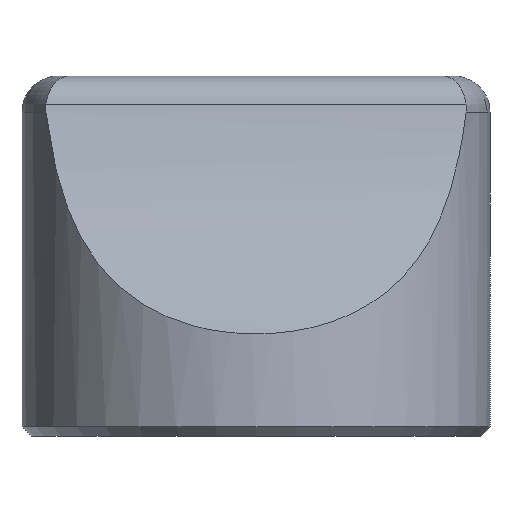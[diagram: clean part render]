
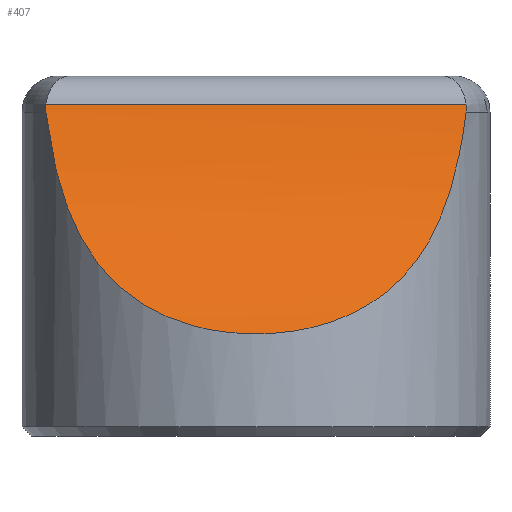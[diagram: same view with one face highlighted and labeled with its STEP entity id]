
A CAD part, left-side view. The second image highlights one B-rep face of the part: STEP entity #407.
In plain terms, the highlighted cylindrical face has radius 25 mm (diameter 50 mm), a partial arc.
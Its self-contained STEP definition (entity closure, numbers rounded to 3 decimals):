
#89 = VERTEX_POINT('',#90);
#90 = CARTESIAN_POINT('',(-5.731,11.669,18.));
#97 = EDGE_CURVE('',#89,#98,#100,.T.);
#98 = VERTEX_POINT('',#99);
#99 = CARTESIAN_POINT('',(-5.731,-11.669,18.));
#100 = B_SPLINE_CURVE_WITH_KNOTS('',8,(#101,#102,#103,#104,#105,#106,
    #107,#108,#109,#110,#111,#112,#113,#114,#115,#116,#117,#118,#119,
    #120,#121,#122,#123,#124,#125,#126,#127,#128,#129,#130,#131,#132,
    #133,#134,#135,#136,#137,#138,#139,#140,#141,#142,#143,#144,#145,
    #146,#147,#148,#149,#150,#151,#152,#153,#154,#155,#156,#157,#158,
    #159,#160,#161,#162,#163,#164,#165,#166,#167,#168,#169,#170,#171,
    #172,#173,#174,#175,#176,#177,#178,#179,#180,#181,#182,#183,#184,
    #185,#186,#187,#188,#189,#190,#191,#192,#193),.UNSPECIFIED.,.F.,.F.,
  (9,7,7,7,7,7,7,7,7,7,7,7,7,9),(0.,0.192,0.246,
    0.277,0.347,0.418,0.444,
    0.5,0.582,0.653,0.722,
    0.754,0.807,1.),.UNSPECIFIED.);
#101 = CARTESIAN_POINT('',(-5.322,11.861,20.));
#102 = CARTESIAN_POINT('',(-5.489,11.786,
    18.968));
#103 = CARTESIAN_POINT('',(-5.707,11.685,
    17.94));
#104 = CARTESIAN_POINT('',(-5.974,11.555,
    16.92));
#105 = CARTESIAN_POINT('',(-6.291,11.391,
    15.911));
#106 = CARTESIAN_POINT('',(-6.657,11.186,
    14.919));
#107 = CARTESIAN_POINT('',(-7.069,10.933,
    13.948));
#108 = CARTESIAN_POINT('',(-7.523,10.62,
    13.006));
#109 = CARTESIAN_POINT('',(-8.153,10.127,
    11.842));
#110 = CARTESIAN_POINT('',(-8.295,10.013,
    11.589));
#111 = CARTESIAN_POINT('',(-8.439,9.892,
    11.339));
#112 = CARTESIAN_POINT('',(-8.585,9.766,
    11.093));
#113 = CARTESIAN_POINT('',(-8.734,9.634,10.85
    ));
#114 = CARTESIAN_POINT('',(-8.884,9.495,10.612)
  );
#115 = CARTESIAN_POINT('',(-9.035,9.349,
    10.378));
#116 = CARTESIAN_POINT('',(-9.274,9.111,
    10.019));
#117 = CARTESIAN_POINT('',(-9.361,9.022,9.891)
  );
#118 = CARTESIAN_POINT('',(-9.448,8.932,9.764
    ));
#119 = CARTESIAN_POINT('',(-9.535,8.839,9.639)
  );
#120 = CARTESIAN_POINT('',(-9.622,8.743,9.516)
  );
#121 = CARTESIAN_POINT('',(-9.71,8.646,9.394)
  );
#122 = CARTESIAN_POINT('',(-9.797,8.547,9.274
    ));
#123 = CARTESIAN_POINT('',(-10.082,8.213,8.888
    ));
#124 = CARTESIAN_POINT('',(-10.28,7.969,8.628
    ));
#125 = CARTESIAN_POINT('',(-10.475,7.713,8.38)
  );
#126 = CARTESIAN_POINT('',(-10.668,7.446,8.142)
  );
#127 = CARTESIAN_POINT('',(-10.857,7.168,7.916
    ));
#128 = CARTESIAN_POINT('',(-11.04,6.879,7.701)
  );
#129 = CARTESIAN_POINT('',(-11.217,6.58,7.499)
  );
#130 = CARTESIAN_POINT('',(-11.561,5.956,7.116
    ));
#131 = CARTESIAN_POINT('',(-11.727,5.632,6.936)
  );
#132 = CARTESIAN_POINT('',(-11.884,5.298,6.769
    ));
#133 = CARTESIAN_POINT('',(-12.032,4.955,6.615
    ));
#134 = CARTESIAN_POINT('',(-12.17,4.605,6.474)
  );
#135 = CARTESIAN_POINT('',(-12.297,4.248,6.347
    ));
#136 = CARTESIAN_POINT('',(-12.412,3.885,6.233)
  );
#137 = CARTESIAN_POINT('',(-12.553,3.381,6.094
    ));
#138 = CARTESIAN_POINT('',(-12.59,3.245,6.059
    ));
#139 = CARTESIAN_POINT('',(-12.625,3.108,6.025
    ));
#140 = CARTESIAN_POINT('',(-12.658,2.97,5.993)
  );
#141 = CARTESIAN_POINT('',(-12.689,2.832,5.963
    ));
#142 = CARTESIAN_POINT('',(-12.719,2.694,5.934
    ));
#143 = CARTESIAN_POINT('',(-12.747,2.555,5.907
    ));
#144 = CARTESIAN_POINT('',(-12.829,2.12,5.829
    ));
#145 = CARTESIAN_POINT('',(-12.878,1.823,5.784
    ));
#146 = CARTESIAN_POINT('',(-12.918,1.524,5.746)
  );
#147 = CARTESIAN_POINT('',(-12.95,1.223,5.716
    ));
#148 = CARTESIAN_POINT('',(-12.975,0.922,5.693
    ));
#149 = CARTESIAN_POINT('',(-12.991,0.619,5.678)
  );
#150 = CARTESIAN_POINT('',(-13.,0.317,5.67)
  );
#151 = CARTESIAN_POINT('',(-13.,-0.432,
    5.669));
#152 = CARTESIAN_POINT('',(-12.983,-0.879,5.685
    ));
#153 = CARTESIAN_POINT('',(-12.949,-1.325,5.717
    ));
#154 = CARTESIAN_POINT('',(-12.897,-1.769,5.766
    ));
#155 = CARTESIAN_POINT('',(-12.827,-2.209,5.831)
  );
#156 = CARTESIAN_POINT('',(-12.741,-2.645,
    5.912));
#157 = CARTESIAN_POINT('',(-12.639,-3.075,
    6.011));
#158 = CARTESIAN_POINT('',(-12.418,-3.865,
    6.227));
#159 = CARTESIAN_POINT('',(-12.304,-4.227,6.34
    ));
#160 = CARTESIAN_POINT('',(-12.178,-4.583,6.466)
  );
#161 = CARTESIAN_POINT('',(-12.041,-4.932,
    6.605));
#162 = CARTESIAN_POINT('',(-11.895,-5.273,
    6.757));
#163 = CARTESIAN_POINT('',(-11.739,-5.606,
    6.923));
#164 = CARTESIAN_POINT('',(-11.575,-5.929,
    7.101));
#165 = CARTESIAN_POINT('',(-11.234,-6.551,
    7.48));
#166 = CARTESIAN_POINT('',(-11.059,-6.849,7.68
    ));
#167 = CARTESIAN_POINT('',(-10.877,-7.137,7.891
    ));
#168 = CARTESIAN_POINT('',(-10.69,-7.414,
    8.115));
#169 = CARTESIAN_POINT('',(-10.499,-7.68,
    8.35));
#170 = CARTESIAN_POINT('',(-10.305,-7.935,
    8.595));
#171 = CARTESIAN_POINT('',(-10.109,-8.179,
    8.852));
#172 = CARTESIAN_POINT('',(-9.824,-8.515,
    9.237));
#173 = CARTESIAN_POINT('',(-9.735,-8.617,9.358
    ));
#174 = CARTESIAN_POINT('',(-9.647,-8.717,
    9.481));
#175 = CARTESIAN_POINT('',(-9.558,-8.814,
    9.607));
#176 = CARTESIAN_POINT('',(-9.469,-8.909,9.734
    ));
#177 = CARTESIAN_POINT('',(-9.38,-9.002,
    9.862));
#178 = CARTESIAN_POINT('',(-9.292,-9.093,
    9.993));
#179 = CARTESIAN_POINT('',(-9.052,-9.333,
    10.352));
#180 = CARTESIAN_POINT('',(-8.902,-9.478,
    10.584));
#181 = CARTESIAN_POINT('',(-8.752,-9.617,
    10.82));
#182 = CARTESIAN_POINT('',(-8.605,-9.749,
    11.061));
#183 = CARTESIAN_POINT('',(-8.459,-9.876,
    11.305));
#184 = CARTESIAN_POINT('',(-8.315,-9.996,
    11.554));
#185 = CARTESIAN_POINT('',(-8.174,-10.11,
    11.805));
#186 = CARTESIAN_POINT('',(-7.541,-10.608,
    12.97));
#187 = CARTESIAN_POINT('',(-7.082,-10.925,
    13.917));
#188 = CARTESIAN_POINT('',(-6.666,-11.181,
    14.892));
#189 = CARTESIAN_POINT('',(-6.298,-11.387,
    15.889));
#190 = CARTESIAN_POINT('',(-5.978,-11.553,
    16.903));
#191 = CARTESIAN_POINT('',(-5.709,-11.684,
    17.929));
#192 = CARTESIAN_POINT('',(-5.49,-11.785,
    18.963));
#193 = CARTESIAN_POINT('',(-5.322,-11.861,20.));
#362 = VERTEX_POINT('',#363);
#363 = CARTESIAN_POINT('',(-5.625,-11.664,
    18.444));
#392 = EDGE_CURVE('',#362,#98,#393,.T.);
#393 = B_SPLINE_CURVE_WITH_KNOTS('',5,(#394,#395,#396,#397,#398,#399),
  .UNSPECIFIED.,.F.,.F.,(6,6),(0.,1.),.PIECEWISE_BEZIER_KNOTS.);
#394 = CARTESIAN_POINT('',(-5.625,-11.664,
    18.444));
#395 = CARTESIAN_POINT('',(-5.645,-11.677,
    18.357));
#396 = CARTESIAN_POINT('',(-5.666,-11.684,
    18.267));
#397 = CARTESIAN_POINT('',(-5.687,-11.685,
    18.178));
#398 = CARTESIAN_POINT('',(-5.709,-11.679,
    18.088));
#399 = CARTESIAN_POINT('',(-5.731,-11.669,
    18.));
#407 = ADVANCED_FACE('',(#408),#428,.F.);
#408 = FACE_BOUND('',#409,.T.);
#409 = EDGE_LOOP('',(#410,#411,#412,#420));
#410 = ORIENTED_EDGE('',*,*,#97,.T.);
#411 = ORIENTED_EDGE('',*,*,#392,.F.);
#412 = ORIENTED_EDGE('',*,*,#413,.T.);
#413 = EDGE_CURVE('',#362,#414,#416,.T.);
#414 = VERTEX_POINT('',#415);
#415 = CARTESIAN_POINT('',(-5.625,11.664,
    18.444));
#416 = LINE('',#417,#418);
#417 = CARTESIAN_POINT('',(-5.625,-11.861,
    18.444));
#418 = VECTOR('',#419,1.);
#419 = DIRECTION('',(0.,1.,0.));
#420 = ORIENTED_EDGE('',*,*,#421,.T.);
#421 = EDGE_CURVE('',#414,#89,#422,.T.);
#422 = B_SPLINE_CURVE_WITH_KNOTS('',4,(#423,#424,#425,#426,#427),
  .UNSPECIFIED.,.F.,.F.,(5,5),(0.,1.),.PIECEWISE_BEZIER_KNOTS.);
#423 = CARTESIAN_POINT('',(-5.625,11.664,
    18.444));
#424 = CARTESIAN_POINT('',(-5.65,11.68,
    18.335));
#425 = CARTESIAN_POINT('',(-5.676,11.686,
    18.223));
#426 = CARTESIAN_POINT('',(-5.703,11.682,
    18.11));
#427 = CARTESIAN_POINT('',(-5.731,11.669,
    18.));
#428 = CYLINDRICAL_SURFACE('',#429,25.);
#429 = AXIS2_PLACEMENT_3D('',#430,#431,#432);
#430 = CARTESIAN_POINT('',(-30.,15.,24.));
#431 = DIRECTION('',(0.,1.,0.));
#432 = DIRECTION('',(1.,0.,0.));
